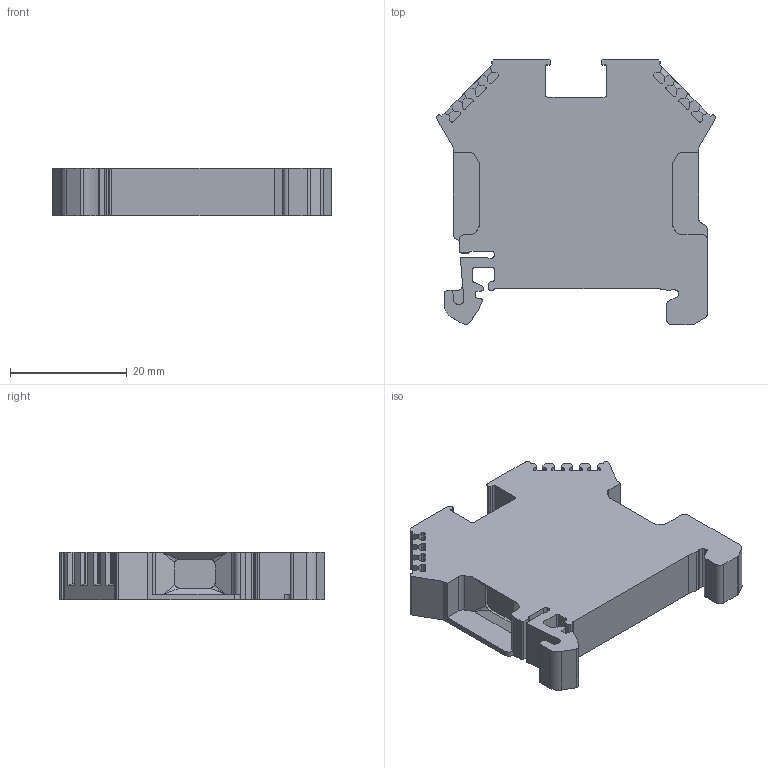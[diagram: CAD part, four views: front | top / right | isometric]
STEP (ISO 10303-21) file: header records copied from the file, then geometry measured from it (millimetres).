
FILE_DESCRIPTION(('FreeCAD Model'),'2;1');
FILE_NAME('1749_RK_6-10_PA-G.stp','2018-08-30T12:56:32',('Author'),(''), 'Open CASCADE STEP processor 7.2','FreeCAD','Unknown');
FILE_SCHEMA(('AUTOMOTIVE_DESIGN { 1 0 10303 214 1 1 1 1 }'));
Length unit declared in the file: millimetre
Products named in the file (1): 1749_RK_6-10_PA-G
Bounding box: 47.85 x 45.5 x 8.1 mm (x, y, z)
Volume: 11717.2 mm3; surface area: 5480.9 mm2
Topology: 1 solids, 1 shells, 269 faces, 780 edges, 507 vertices
Faces by surface type: plane 173, cylinder 88, cone 4, bspline 4
Full cylindrical faces by diameter (mm): 6.3 x2
Entity records: 19842 total; most frequent: CARTESIAN_POINT 4563, DIRECTION 2839, LINE 1872, VECTOR 1872, ORIENTED_EDGE 1544, PCURVE 1544, DEFINITIONAL_REPRESENTATION 1544, EDGE_CURVE 772
